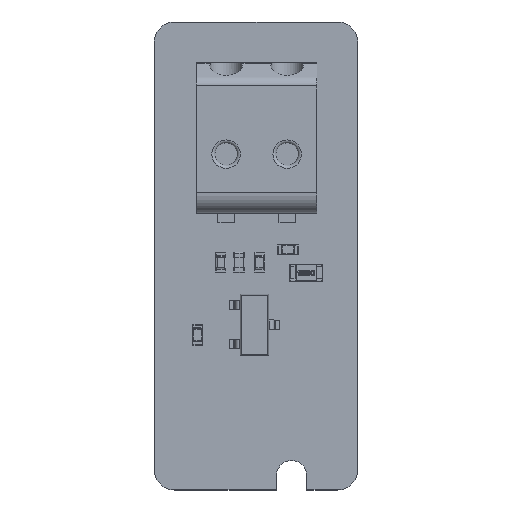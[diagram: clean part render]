
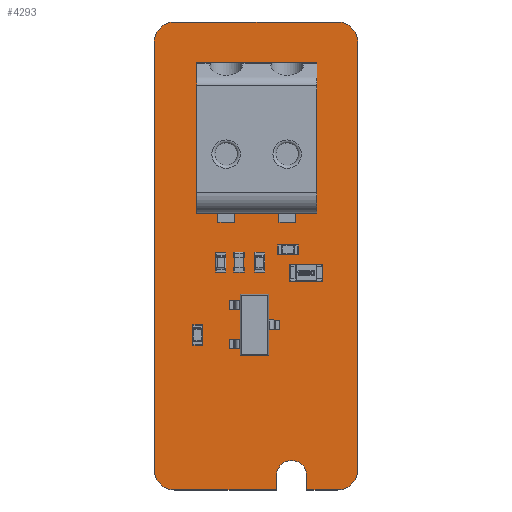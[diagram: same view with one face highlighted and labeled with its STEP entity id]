
A CAD part, top view. The second image highlights one B-rep face of the part: STEP entity #4293.
In plain terms, the highlighted planar face has unit normal (0, 0, 1).
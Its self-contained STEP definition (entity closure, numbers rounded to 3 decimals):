
#1843=FACE_OUTER_BOUND($,#2749,.F.);
#2749=EDGE_LOOP($,(#6870,#6871,#6872,#6873,#6874,#6875,#6876,#6877,#6878,
#6879,#6880,#6881));
#3678=PLANE($,#5596);
#4293=ADVANCED_FACE($,(#1843),#3678,.T.);
#5193=CIRCLE($,#5591,1.);
#5194=CIRCLE($,#5592,1.);
#5195=CIRCLE($,#5593,1.);
#5196=CIRCLE($,#5594,1.);
#5197=CIRCLE($,#5595,0.75);
#5591=AXIS2_PLACEMENT_3D($,#23458,#19176,$);
#5592=AXIS2_PLACEMENT_3D($,#23459,#19176,$);
#5593=AXIS2_PLACEMENT_3D($,#23460,#19176,$);
#5594=AXIS2_PLACEMENT_3D($,#23461,#19176,$);
#5595=AXIS2_PLACEMENT_3D($,#23462,#19176,$);
#5596=AXIS2_PLACEMENT_3D($,#23446,#19176,$);
#6870=ORIENTED_EDGE($,*,*,#11604,.T.);
#6871=ORIENTED_EDGE($,*,*,#11605,.T.);
#6872=ORIENTED_EDGE($,*,*,#11606,.T.);
#6873=ORIENTED_EDGE($,*,*,#11607,.T.);
#6874=ORIENTED_EDGE($,*,*,#11608,.T.);
#6875=ORIENTED_EDGE($,*,*,#11609,.T.);
#6876=ORIENTED_EDGE($,*,*,#11610,.T.);
#6877=ORIENTED_EDGE($,*,*,#11611,.T.);
#6878=ORIENTED_EDGE($,*,*,#11612,.T.);
#6879=ORIENTED_EDGE($,*,*,#11613,.T.);
#6880=ORIENTED_EDGE($,*,*,#11614,.T.);
#6881=ORIENTED_EDGE($,*,*,#11615,.T.);
#11604=EDGE_CURVE($,#17544,#17545,#15758,.T.);
#11605=EDGE_CURVE($,#17545,#17546,#5193,.F.);
#11606=EDGE_CURVE($,#17546,#17547,#15759,.T.);
#11607=EDGE_CURVE($,#17547,#17548,#5194,.F.);
#11608=EDGE_CURVE($,#17548,#17549,#15760,.T.);
#11609=EDGE_CURVE($,#17549,#17550,#5195,.F.);
#11610=EDGE_CURVE($,#17550,#17551,#15761,.T.);
#11611=EDGE_CURVE($,#17551,#17552,#5196,.F.);
#11612=EDGE_CURVE($,#17552,#17553,#15762,.T.);
#11613=EDGE_CURVE($,#17553,#17554,#15763,.T.);
#11614=EDGE_CURVE($,#17554,#17555,#5197,.T.);
#11615=EDGE_CURVE($,#17555,#17544,#15764,.T.);
#13972=VECTOR($,#19179,5.);
#13973=VECTOR($,#19180,21.);
#13974=VECTOR($,#19181,8.);
#13975=VECTOR($,#19182,21.);
#13976=VECTOR($,#19183,1.5);
#13977=VECTOR($,#19184,0.7);
#13978=VECTOR($,#19185,0.7);
#15758=LINE($,#23445,#13972);
#15759=LINE($,#23447,#13973);
#15760=LINE($,#23449,#13974);
#15761=LINE($,#23451,#13975);
#15762=LINE($,#23453,#13976);
#15763=LINE($,#23454,#13977);
#15764=LINE($,#23456,#13978);
#17544=VERTEX_POINT($,#23445);
#17545=VERTEX_POINT($,#23446);
#17546=VERTEX_POINT($,#23447);
#17547=VERTEX_POINT($,#23448);
#17548=VERTEX_POINT($,#23449);
#17549=VERTEX_POINT($,#23450);
#17550=VERTEX_POINT($,#23451);
#17551=VERTEX_POINT($,#23452);
#17552=VERTEX_POINT($,#23453);
#17553=VERTEX_POINT($,#23454);
#17554=VERTEX_POINT($,#23455);
#17555=VERTEX_POINT($,#23456);
#19176=DIRECTION($,(0.,0.,1.));
#19179=DIRECTION($,(-1.,0.,0.));
#19180=DIRECTION($,(0.,1.,0.));
#19181=DIRECTION($,(1.,0.,0.));
#19182=DIRECTION($,(0.,-1.,0.));
#19183=DIRECTION($,(-1.,0.,0.));
#19184=DIRECTION($,(0.,1.,0.));
#19185=DIRECTION($,(0.,-1.,0.));
#23445=CARTESIAN_POINT('',(36.,0.,0.));
#23446=CARTESIAN_POINT('',(31.,0.,0.));
#23447=CARTESIAN_POINT('',(30.,1.,0.));
#23448=CARTESIAN_POINT('',(30.,22.,0.));
#23449=CARTESIAN_POINT('',(31.,23.,0.));
#23450=CARTESIAN_POINT('',(39.,23.,0.));
#23451=CARTESIAN_POINT('',(40.,22.,0.));
#23452=CARTESIAN_POINT('',(40.,1.,0.));
#23453=CARTESIAN_POINT('',(39.,0.,0.));
#23454=CARTESIAN_POINT('',(37.5,0.,0.));
#23455=CARTESIAN_POINT('',(37.5,0.7,0.));
#23456=CARTESIAN_POINT('',(36.,0.7,0.));
#23458=CARTESIAN_POINT('',(31.,1.,0.));
#23459=CARTESIAN_POINT('',(31.,22.,0.));
#23460=CARTESIAN_POINT('',(39.,22.,0.));
#23461=CARTESIAN_POINT('',(39.,1.,0.));
#23462=CARTESIAN_POINT('',(36.75,0.7,0.));
